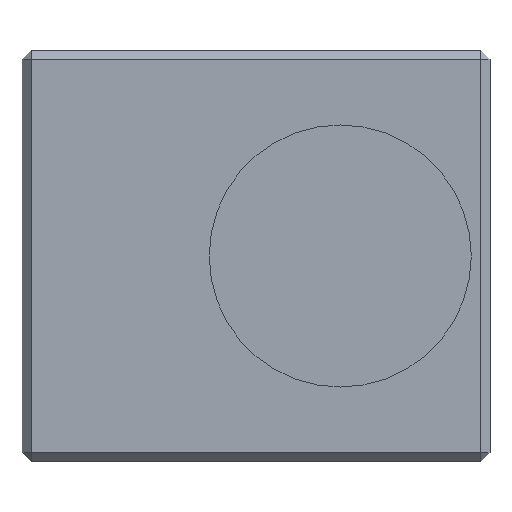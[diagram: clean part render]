
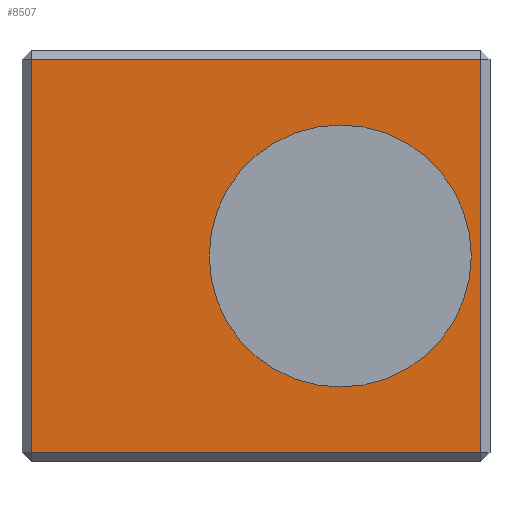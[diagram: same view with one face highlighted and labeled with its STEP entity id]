
A CAD part, left-side view. The second image highlights one B-rep face of the part: STEP entity #8507.
In plain terms, the highlighted planar face has unit normal (-1, 0, 0).
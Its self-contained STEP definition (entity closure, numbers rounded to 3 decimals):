
#7115 = PLANE('',#7116);
#7116 = AXIS2_PLACEMENT_3D('',#7117,#7118,#7119);
#7117 = CARTESIAN_POINT('',(-9.75,1.,22.75));
#7118 = DIRECTION('',(0.707,0.,-0.707)
  );
#7119 = DIRECTION('',(0.,-1.,0.));
#7226 = PLANE('',#7227);
#7227 = AXIS2_PLACEMENT_3D('',#7228,#7229,#7230);
#7228 = CARTESIAN_POINT('',(-9.75,1.25,1.));
#7229 = DIRECTION('',(0.707,0.707,0.)
  );
#7230 = DIRECTION('',(0.,0.,-1.));
#7329 = PLANE('',#7330);
#7330 = AXIS2_PLACEMENT_3D('',#7331,#7332,#7333);
#7331 = CARTESIAN_POINT('',(-9.75,25.75,23.));
#7332 = DIRECTION('',(0.707,-0.707,0.)
  );
#7333 = DIRECTION('',(0.,0.,1.));
#7431 = PLANE('',#7432);
#7432 = AXIS2_PLACEMENT_3D('',#7433,#7434,#7435);
#7433 = CARTESIAN_POINT('',(-9.75,26.,1.25));
#7434 = DIRECTION('',(0.707,0.,0.707));
#7435 = DIRECTION('',(0.,1.,0.));
#7781 = VERTEX_POINT('',#7782);
#7782 = CARTESIAN_POINT('',(-10.,1.5,22.5));
#7805 = VERTEX_POINT('',#7806);
#7806 = CARTESIAN_POINT('',(-10.,25.5,22.5));
#7832 = EDGE_CURVE('',#7781,#7805,#7833,.T.);
#7833 = SURFACE_CURVE('',#7834,(#7838,#7845),.PCURVE_S1.);
#7834 = LINE('',#7835,#7836);
#7835 = CARTESIAN_POINT('',(-10.,1.,22.5));
#7836 = VECTOR('',#7837,1.);
#7837 = DIRECTION('',(0.,1.,0.));
#7838 = PCURVE('',#7115,#7839);
#7839 = DEFINITIONAL_REPRESENTATION('',(#7840),#7844);
#7840 = LINE('',#7841,#7842);
#7841 = CARTESIAN_POINT('',(0.,0.354));
#7842 = VECTOR('',#7843,1.);
#7843 = DIRECTION('',(-1.,0.));
#7844 = ( GEOMETRIC_REPRESENTATION_CONTEXT(2) 
PARAMETRIC_REPRESENTATION_CONTEXT() REPRESENTATION_CONTEXT('2D SPACE',''
  ) );
#7845 = PCURVE('',#7846,#7851);
#7846 = PLANE('',#7847);
#7847 = AXIS2_PLACEMENT_3D('',#7848,#7849,#7850);
#7848 = CARTESIAN_POINT('',(-10.,13.5,12.));
#7849 = DIRECTION('',(1.,0.,0.));
#7850 = DIRECTION('',(0.,0.,1.));
#7851 = DEFINITIONAL_REPRESENTATION('',(#7852),#7856);
#7852 = LINE('',#7853,#7854);
#7853 = CARTESIAN_POINT('',(10.5,12.5));
#7854 = VECTOR('',#7855,1.);
#7855 = DIRECTION('',(0.,-1.));
#7856 = ( GEOMETRIC_REPRESENTATION_CONTEXT(2) 
PARAMETRIC_REPRESENTATION_CONTEXT() REPRESENTATION_CONTEXT('2D SPACE',''
  ) );
#7921 = VERTEX_POINT('',#7922);
#7922 = CARTESIAN_POINT('',(-10.,1.5,1.5));
#7965 = EDGE_CURVE('',#7921,#7781,#7966,.T.);
#7966 = SURFACE_CURVE('',#7967,(#7971,#7978),.PCURVE_S1.);
#7967 = LINE('',#7968,#7969);
#7968 = CARTESIAN_POINT('',(-10.,1.5,1.));
#7969 = VECTOR('',#7970,1.);
#7970 = DIRECTION('',(0.,0.,1.));
#7971 = PCURVE('',#7226,#7972);
#7972 = DEFINITIONAL_REPRESENTATION('',(#7973),#7977);
#7973 = LINE('',#7974,#7975);
#7974 = CARTESIAN_POINT('',(0.,0.354));
#7975 = VECTOR('',#7976,1.);
#7976 = DIRECTION('',(-1.,0.));
#7977 = ( GEOMETRIC_REPRESENTATION_CONTEXT(2) 
PARAMETRIC_REPRESENTATION_CONTEXT() REPRESENTATION_CONTEXT('2D SPACE',''
  ) );
#7978 = PCURVE('',#7846,#7979);
#7979 = DEFINITIONAL_REPRESENTATION('',(#7980),#7984);
#7980 = LINE('',#7981,#7982);
#7981 = CARTESIAN_POINT('',(-11.,12.));
#7982 = VECTOR('',#7983,1.);
#7983 = DIRECTION('',(1.,0.));
#7984 = ( GEOMETRIC_REPRESENTATION_CONTEXT(2) 
PARAMETRIC_REPRESENTATION_CONTEXT() REPRESENTATION_CONTEXT('2D SPACE',''
  ) );
#8012 = VERTEX_POINT('',#8013);
#8013 = CARTESIAN_POINT('',(-10.,25.5,1.5));
#8039 = EDGE_CURVE('',#7805,#8012,#8040,.T.);
#8040 = SURFACE_CURVE('',#8041,(#8045,#8052),.PCURVE_S1.);
#8041 = LINE('',#8042,#8043);
#8042 = CARTESIAN_POINT('',(-10.,25.5,23.));
#8043 = VECTOR('',#8044,1.);
#8044 = DIRECTION('',(0.,0.,-1.));
#8045 = PCURVE('',#7329,#8046);
#8046 = DEFINITIONAL_REPRESENTATION('',(#8047),#8051);
#8047 = LINE('',#8048,#8049);
#8048 = CARTESIAN_POINT('',(0.,0.354));
#8049 = VECTOR('',#8050,1.);
#8050 = DIRECTION('',(-1.,0.));
#8051 = ( GEOMETRIC_REPRESENTATION_CONTEXT(2) 
PARAMETRIC_REPRESENTATION_CONTEXT() REPRESENTATION_CONTEXT('2D SPACE',''
  ) );
#8052 = PCURVE('',#7846,#8053);
#8053 = DEFINITIONAL_REPRESENTATION('',(#8054),#8058);
#8054 = LINE('',#8055,#8056);
#8055 = CARTESIAN_POINT('',(11.,-12.));
#8056 = VECTOR('',#8057,1.);
#8057 = DIRECTION('',(-1.,0.));
#8058 = ( GEOMETRIC_REPRESENTATION_CONTEXT(2) 
PARAMETRIC_REPRESENTATION_CONTEXT() REPRESENTATION_CONTEXT('2D SPACE',''
  ) );
#8133 = EDGE_CURVE('',#8012,#7921,#8134,.T.);
#8134 = SURFACE_CURVE('',#8135,(#8139,#8146),.PCURVE_S1.);
#8135 = LINE('',#8136,#8137);
#8136 = CARTESIAN_POINT('',(-10.,26.,1.5));
#8137 = VECTOR('',#8138,1.);
#8138 = DIRECTION('',(0.,-1.,0.));
#8139 = PCURVE('',#7431,#8140);
#8140 = DEFINITIONAL_REPRESENTATION('',(#8141),#8145);
#8141 = LINE('',#8142,#8143);
#8142 = CARTESIAN_POINT('',(0.,0.354));
#8143 = VECTOR('',#8144,1.);
#8144 = DIRECTION('',(-1.,0.));
#8145 = ( GEOMETRIC_REPRESENTATION_CONTEXT(2) 
PARAMETRIC_REPRESENTATION_CONTEXT() REPRESENTATION_CONTEXT('2D SPACE',''
  ) );
#8146 = PCURVE('',#7846,#8147);
#8147 = DEFINITIONAL_REPRESENTATION('',(#8148),#8152);
#8148 = LINE('',#8149,#8150);
#8149 = CARTESIAN_POINT('',(-10.5,-12.5));
#8150 = VECTOR('',#8151,1.);
#8151 = DIRECTION('',(0.,1.));
#8152 = ( GEOMETRIC_REPRESENTATION_CONTEXT(2) 
PARAMETRIC_REPRESENTATION_CONTEXT() REPRESENTATION_CONTEXT('2D SPACE',''
  ) );
#8507 = ADVANCED_FACE('',(#8508,#8514),#7846,.F.);
#8508 = FACE_BOUND('',#8509,.F.);
#8509 = EDGE_LOOP('',(#8510,#8511,#8512,#8513));
#8510 = ORIENTED_EDGE('',*,*,#7832,.F.);
#8511 = ORIENTED_EDGE('',*,*,#7965,.F.);
#8512 = ORIENTED_EDGE('',*,*,#8133,.F.);
#8513 = ORIENTED_EDGE('',*,*,#8039,.F.);
#8514 = FACE_BOUND('',#8515,.F.);
#8515 = EDGE_LOOP('',(#8516));
#8516 = ORIENTED_EDGE('',*,*,#8517,.F.);
#8517 = EDGE_CURVE('',#8518,#8518,#8520,.T.);
#8518 = VERTEX_POINT('',#8519);
#8519 = CARTESIAN_POINT('',(-10.,16.,12.));
#8520 = SURFACE_CURVE('',#8521,(#8526,#8533),.PCURVE_S1.);
#8521 = CIRCLE('',#8522,7.);
#8522 = AXIS2_PLACEMENT_3D('',#8523,#8524,#8525);
#8523 = CARTESIAN_POINT('',(-10.,9.,12.));
#8524 = DIRECTION('',(1.,0.,0.));
#8525 = DIRECTION('',(0.,1.,0.));
#8526 = PCURVE('',#7846,#8527);
#8527 = DEFINITIONAL_REPRESENTATION('',(#8528),#8532);
#8528 = CIRCLE('',#8529,7.);
#8529 = AXIS2_PLACEMENT_2D('',#8530,#8531);
#8530 = CARTESIAN_POINT('',(0.,4.5));
#8531 = DIRECTION('',(0.,-1.));
#8532 = ( GEOMETRIC_REPRESENTATION_CONTEXT(2) 
PARAMETRIC_REPRESENTATION_CONTEXT() REPRESENTATION_CONTEXT('2D SPACE',''
  ) );
#8533 = PCURVE('',#8534,#8539);
#8534 = PLANE('',#8535);
#8535 = AXIS2_PLACEMENT_3D('',#8536,#8537,#8538);
#8536 = CARTESIAN_POINT('',(-10.,9.,12.));
#8537 = DIRECTION('',(1.,0.,0.));
#8538 = DIRECTION('',(0.,1.,0.));
#8539 = DEFINITIONAL_REPRESENTATION('',(#8540),#8544);
#8540 = CIRCLE('',#8541,7.);
#8541 = AXIS2_PLACEMENT_2D('',#8542,#8543);
#8542 = CARTESIAN_POINT('',(0.,0.));
#8543 = DIRECTION('',(1.,0.));
#8544 = ( GEOMETRIC_REPRESENTATION_CONTEXT(2) 
PARAMETRIC_REPRESENTATION_CONTEXT() REPRESENTATION_CONTEXT('2D SPACE',''
  ) );
